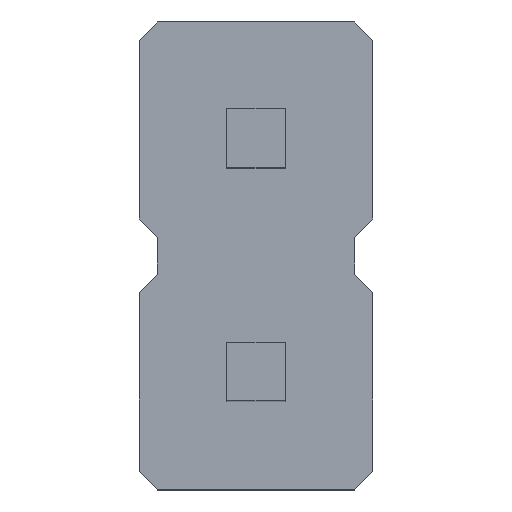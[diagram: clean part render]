
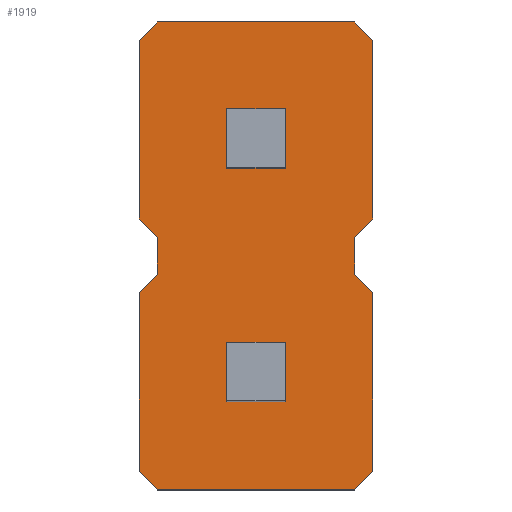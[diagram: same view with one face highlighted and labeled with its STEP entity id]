
A CAD part, top view. The second image highlights one B-rep face of the part: STEP entity #1919.
In plain terms, the highlighted planar face has unit normal (0, 0, 1).
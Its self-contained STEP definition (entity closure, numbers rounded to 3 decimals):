
#43=DIRECTION('',(0.707,-0.707,0.));
#44=VECTOR('',#43,0.283);
#45=CARTESIAN_POINT('',(1.07,-0.2,2.5));
#46=LINE('',#45,#44);
#51=DIRECTION('',(0.,-1.,0.));
#52=VECTOR('',#51,1.94);
#53=CARTESIAN_POINT('',(1.27,-0.4,2.5));
#54=LINE('',#53,#52);
#58=DIRECTION('',(-0.707,-0.707,0.));
#59=VECTOR('',#58,0.283);
#60=CARTESIAN_POINT('',(1.27,-2.34,2.5));
#61=LINE('',#60,#59);
#65=DIRECTION('',(-1.,0.,0.));
#66=VECTOR('',#65,2.14);
#67=CARTESIAN_POINT('',(1.07,-2.54,2.5));
#68=LINE('',#67,#66);
#72=DIRECTION('',(-0.707,0.707,0.));
#73=VECTOR('',#72,0.283);
#74=CARTESIAN_POINT('',(-1.07,-2.54,2.5));
#75=LINE('',#74,#73);
#79=DIRECTION('',(0.,1.,0.));
#80=VECTOR('',#79,1.94);
#81=CARTESIAN_POINT('',(-1.27,-2.34,2.5));
#82=LINE('',#81,#80);
#86=DIRECTION('',(0.707,0.707,0.));
#87=VECTOR('',#86,0.283);
#88=CARTESIAN_POINT('',(-1.27,-0.4,2.5));
#89=LINE('',#88,#87);
#93=DIRECTION('',(0.,1.,0.));
#94=VECTOR('',#93,0.4);
#95=CARTESIAN_POINT('',(-1.07,-0.2,2.5));
#96=LINE('',#95,#94);
#100=DIRECTION('',(-0.707,0.707,0.));
#101=VECTOR('',#100,0.283);
#102=CARTESIAN_POINT('',(-1.07,0.2,2.5));
#103=LINE('',#102,#101);
#107=DIRECTION('',(0.,1.,0.));
#108=VECTOR('',#107,1.94);
#109=CARTESIAN_POINT('',(-1.27,0.4,2.5));
#110=LINE('',#109,#108);
#114=DIRECTION('',(0.707,0.707,0.));
#115=VECTOR('',#114,0.283);
#116=CARTESIAN_POINT('',(-1.27,2.34,2.5));
#117=LINE('',#116,#115);
#121=DIRECTION('',(1.,0.,0.));
#122=VECTOR('',#121,2.14);
#123=CARTESIAN_POINT('',(-1.07,2.54,2.5));
#124=LINE('',#123,#122);
#128=DIRECTION('',(0.707,-0.707,0.));
#129=VECTOR('',#128,0.283);
#130=CARTESIAN_POINT('',(1.07,2.54,2.5));
#131=LINE('',#130,#129);
#135=DIRECTION('',(0.,-1.,0.));
#136=VECTOR('',#135,1.94);
#137=CARTESIAN_POINT('',(1.27,2.34,2.5));
#138=LINE('',#137,#136);
#142=DIRECTION('',(-0.707,-0.707,0.));
#143=VECTOR('',#142,0.283);
#144=CARTESIAN_POINT('',(1.27,0.4,2.5));
#145=LINE('',#144,#143);
#149=DIRECTION('',(0.,-1.,0.));
#150=VECTOR('',#149,0.4);
#151=CARTESIAN_POINT('',(1.07,0.2,2.5));
#152=LINE('',#151,#150);
#156=DIRECTION('',(1.,0.,0.));
#157=VECTOR('',#156,0.635);
#158=CARTESIAN_POINT('',(-0.318,0.953,2.5));
#159=LINE('',#158,#157);
#163=DIRECTION('',(0.,1.,0.));
#164=VECTOR('',#163,0.635);
#165=CARTESIAN_POINT('',(0.318,0.953,2.5));
#166=LINE('',#165,#164);
#170=DIRECTION('',(-1.,0.,0.));
#171=VECTOR('',#170,0.635);
#172=CARTESIAN_POINT('',(0.318,1.588,2.5));
#173=LINE('',#172,#171);
#177=DIRECTION('',(0.,-1.,0.));
#178=VECTOR('',#177,0.635);
#179=CARTESIAN_POINT('',(-0.318,1.588,2.5));
#180=LINE('',#179,#178);
#184=DIRECTION('',(0.,-1.,0.));
#185=VECTOR('',#184,0.635);
#186=CARTESIAN_POINT('',(-0.318,-0.953,2.5));
#187=LINE('',#186,#185);
#191=DIRECTION('',(1.,0.,0.));
#192=VECTOR('',#191,0.635);
#193=CARTESIAN_POINT('',(-0.318,-1.588,2.5));
#194=LINE('',#193,#192);
#198=DIRECTION('',(0.,1.,0.));
#199=VECTOR('',#198,0.635);
#200=CARTESIAN_POINT('',(0.318,-1.588,2.5));
#201=LINE('',#200,#199);
#205=DIRECTION('',(-1.,0.,0.));
#206=VECTOR('',#205,0.635);
#207=CARTESIAN_POINT('',(0.318,-0.953,2.5));
#208=LINE('',#207,#206);
#1572=CARTESIAN_POINT('',(1.07,-0.2,2.5));
#1573=CARTESIAN_POINT('',(1.27,-0.4,2.5));
#1574=VERTEX_POINT('',#1572);
#1575=VERTEX_POINT('',#1573);
#1576=CARTESIAN_POINT('',(1.27,-2.34,2.5));
#1577=VERTEX_POINT('',#1576);
#1578=CARTESIAN_POINT('',(1.07,-2.54,2.5));
#1579=VERTEX_POINT('',#1578);
#1580=CARTESIAN_POINT('',(-1.07,-2.54,2.5));
#1581=VERTEX_POINT('',#1580);
#1582=CARTESIAN_POINT('',(-1.27,-2.34,2.5));
#1583=VERTEX_POINT('',#1582);
#1584=CARTESIAN_POINT('',(-1.27,-0.4,2.5));
#1585=VERTEX_POINT('',#1584);
#1586=CARTESIAN_POINT('',(-1.07,-0.2,2.5));
#1587=VERTEX_POINT('',#1586);
#1588=CARTESIAN_POINT('',(-1.07,0.2,2.5));
#1589=VERTEX_POINT('',#1588);
#1590=CARTESIAN_POINT('',(-1.27,0.4,2.5));
#1591=VERTEX_POINT('',#1590);
#1592=CARTESIAN_POINT('',(-1.27,2.34,2.5));
#1593=VERTEX_POINT('',#1592);
#1594=CARTESIAN_POINT('',(-1.07,2.54,2.5));
#1595=VERTEX_POINT('',#1594);
#1596=CARTESIAN_POINT('',(1.07,2.54,2.5));
#1597=VERTEX_POINT('',#1596);
#1598=CARTESIAN_POINT('',(1.27,2.34,2.5));
#1599=VERTEX_POINT('',#1598);
#1600=CARTESIAN_POINT('',(1.27,0.4,2.5));
#1601=VERTEX_POINT('',#1600);
#1602=CARTESIAN_POINT('',(1.07,0.2,2.5));
#1603=VERTEX_POINT('',#1602);
#1844=CARTESIAN_POINT('',(-0.318,0.953,2.5));
#1845=CARTESIAN_POINT('',(0.318,0.953,2.5));
#1846=VERTEX_POINT('',#1844);
#1847=VERTEX_POINT('',#1845);
#1848=CARTESIAN_POINT('',(0.318,1.588,2.5));
#1849=VERTEX_POINT('',#1848);
#1850=CARTESIAN_POINT('',(-0.318,1.588,2.5));
#1851=VERTEX_POINT('',#1850);
#1852=CARTESIAN_POINT('',(-0.318,-0.953,2.5));
#1853=CARTESIAN_POINT('',(-0.318,-1.588,2.5));
#1854=VERTEX_POINT('',#1852);
#1855=VERTEX_POINT('',#1853);
#1856=CARTESIAN_POINT('',(0.318,-1.588,2.5));
#1857=VERTEX_POINT('',#1856);
#1858=CARTESIAN_POINT('',(0.318,-0.953,2.5));
#1859=VERTEX_POINT('',#1858);
#1860=CARTESIAN_POINT('',(0.,0.,2.5));
#1861=DIRECTION('',(0.,0.,-1.));
#1862=DIRECTION('',(0.,1.,0.));
#1863=AXIS2_PLACEMENT_3D('',#1860,#1861,#1862);
#1864=PLANE('',#1863);
#1866=ORIENTED_EDGE('',*,*,#1865,.T.);
#1868=ORIENTED_EDGE('',*,*,#1867,.T.);
#1870=ORIENTED_EDGE('',*,*,#1869,.T.);
#1872=ORIENTED_EDGE('',*,*,#1871,.T.);
#1874=ORIENTED_EDGE('',*,*,#1873,.T.);
#1876=ORIENTED_EDGE('',*,*,#1875,.T.);
#1878=ORIENTED_EDGE('',*,*,#1877,.T.);
#1880=ORIENTED_EDGE('',*,*,#1879,.T.);
#1882=ORIENTED_EDGE('',*,*,#1881,.T.);
#1884=ORIENTED_EDGE('',*,*,#1883,.T.);
#1886=ORIENTED_EDGE('',*,*,#1885,.T.);
#1888=ORIENTED_EDGE('',*,*,#1887,.T.);
#1890=ORIENTED_EDGE('',*,*,#1889,.T.);
#1892=ORIENTED_EDGE('',*,*,#1891,.T.);
#1894=ORIENTED_EDGE('',*,*,#1893,.T.);
#1896=ORIENTED_EDGE('',*,*,#1895,.T.);
#1897=EDGE_LOOP('',(#1866,#1868,#1870,#1872,#1874,#1876,#1878,#1880,#1882,#1884,
#1886,#1888,#1890,#1892,#1894,#1896));
#1898=FACE_OUTER_BOUND('',#1897,.F.);
#1900=ORIENTED_EDGE('',*,*,#1899,.T.);
#1902=ORIENTED_EDGE('',*,*,#1901,.T.);
#1904=ORIENTED_EDGE('',*,*,#1903,.T.);
#1906=ORIENTED_EDGE('',*,*,#1905,.T.);
#1907=EDGE_LOOP('',(#1900,#1902,#1904,#1906));
#1908=FACE_BOUND('',#1907,.F.);
#1910=ORIENTED_EDGE('',*,*,#1909,.T.);
#1912=ORIENTED_EDGE('',*,*,#1911,.T.);
#1914=ORIENTED_EDGE('',*,*,#1913,.T.);
#1916=ORIENTED_EDGE('',*,*,#1915,.T.);
#1917=EDGE_LOOP('',(#1910,#1912,#1914,#1916));
#1918=FACE_BOUND('',#1917,.F.);
#1919=ADVANCED_FACE('',(#1898,#1908,#1918),#1864,.F.);
#1865=EDGE_CURVE('',#1574,#1575,#46,.T.);
#1867=EDGE_CURVE('',#1575,#1577,#54,.T.);
#1869=EDGE_CURVE('',#1577,#1579,#61,.T.);
#1871=EDGE_CURVE('',#1579,#1581,#68,.T.);
#1873=EDGE_CURVE('',#1581,#1583,#75,.T.);
#1875=EDGE_CURVE('',#1583,#1585,#82,.T.);
#1877=EDGE_CURVE('',#1585,#1587,#89,.T.);
#1879=EDGE_CURVE('',#1587,#1589,#96,.T.);
#1881=EDGE_CURVE('',#1589,#1591,#103,.T.);
#1883=EDGE_CURVE('',#1591,#1593,#110,.T.);
#1885=EDGE_CURVE('',#1593,#1595,#117,.T.);
#1887=EDGE_CURVE('',#1595,#1597,#124,.T.);
#1889=EDGE_CURVE('',#1597,#1599,#131,.T.);
#1891=EDGE_CURVE('',#1599,#1601,#138,.T.);
#1893=EDGE_CURVE('',#1601,#1603,#145,.T.);
#1895=EDGE_CURVE('',#1603,#1574,#152,.T.);
#1899=EDGE_CURVE('',#1846,#1847,#159,.T.);
#1901=EDGE_CURVE('',#1847,#1849,#166,.T.);
#1903=EDGE_CURVE('',#1849,#1851,#173,.T.);
#1905=EDGE_CURVE('',#1851,#1846,#180,.T.);
#1909=EDGE_CURVE('',#1854,#1855,#187,.T.);
#1911=EDGE_CURVE('',#1855,#1857,#194,.T.);
#1913=EDGE_CURVE('',#1857,#1859,#201,.T.);
#1915=EDGE_CURVE('',#1859,#1854,#208,.T.);
